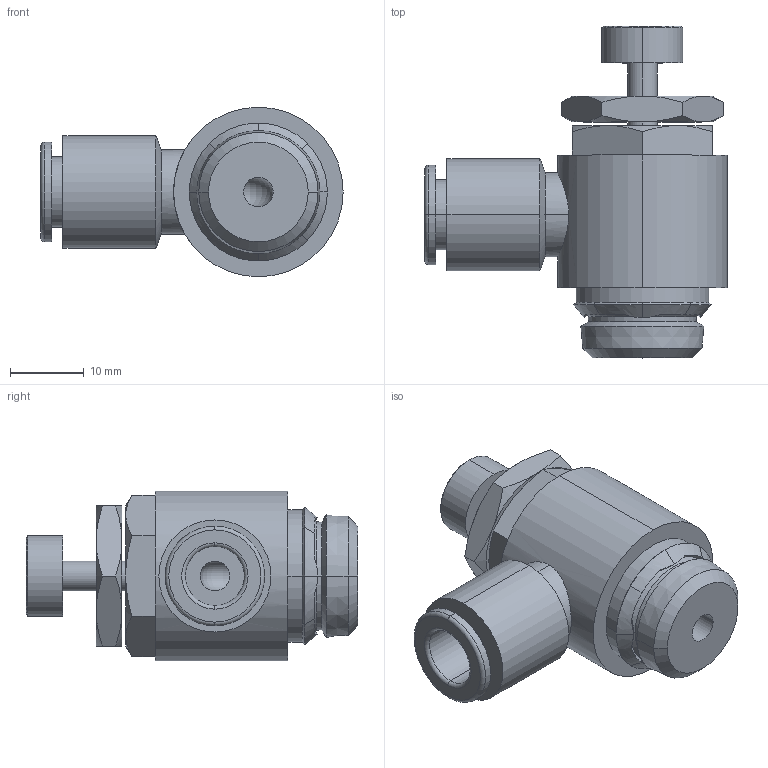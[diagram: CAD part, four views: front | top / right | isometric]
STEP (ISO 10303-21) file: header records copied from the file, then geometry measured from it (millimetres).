
FILE_DESCRIPTION (( 'STEP AP214' ), '1' );
FILE_NAME ('AS3201F-U03-08.step.step', '2013-08-18T15:20:23', ( 'Windows User' ), ( '' ), 'SwSTEP 2.0', 'SolidWorks 2013', '' );
FILE_SCHEMA (( 'AUTOMOTIVE_DESIGN' ));
Length unit declared in the file: millimetre
Products named in the file (3): AS3201F-U03-08.step_AS3054AB Gasket_U03; AS3201F-U03-08.step_AS3054AB Body_32-U03-08; AS3201F-U03-08.step
Assembly tree (2 placements, depth 2):
  AS3201F-U03-08.step
    AS3201F-U03-08.step_AS3054AB Body_32-U03-08
    AS3201F-U03-08.step_AS3054AB Gasket_U03
Bounding box: 41 x 45 x 23 mm (x, y, z)
Volume: 14011.9 mm3; surface area: 6204.6 mm2
Topology: 2 solids, 2 shells, 134 faces, 286 edges, 162 vertices
Faces by surface type: bspline 48, cone 33, cylinder 24, plane 24, torus 5
Entity records: 6583 total; most frequent: CARTESIAN_POINT 3588, ORIENTED_EDGE 568, DIRECTION 457, EDGE_CURVE 284, AXIS2_PLACEMENT_3D 176, VERTEX_POINT 162, EDGE_LOOP 146, FACE_OUTER_BOUND 134
